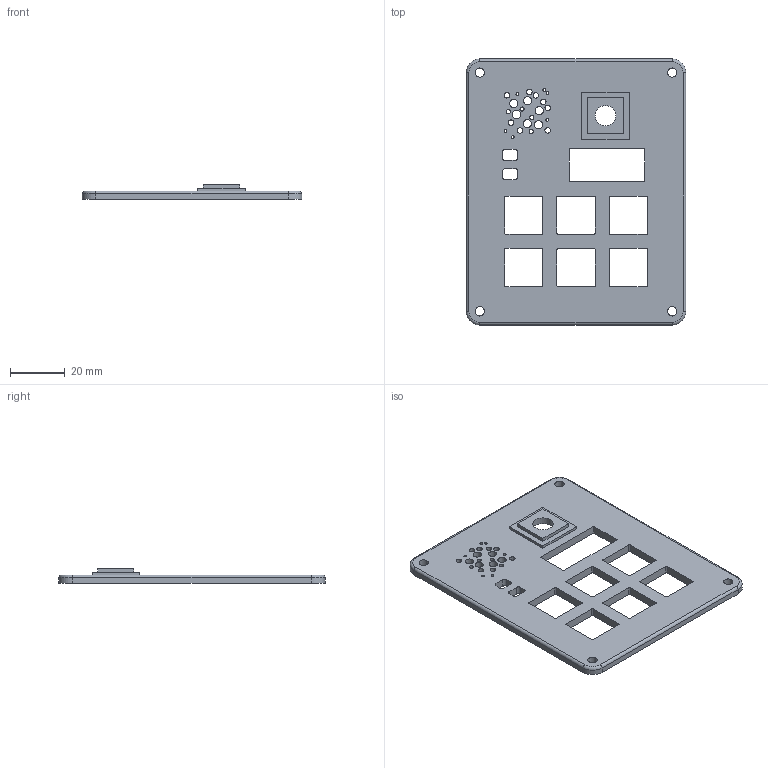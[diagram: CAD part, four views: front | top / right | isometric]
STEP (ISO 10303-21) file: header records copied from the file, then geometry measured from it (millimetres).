
FILE_DESCRIPTION(/* description */ (''),/* implementation_level */ '2;1');
FILE_NAME(/* name */ 'Top.step',/* time_stamp */ '2026-02-05T15:34:09+01:00',/* author */ (''),/* organization */ (''),/* preprocessor_version */ 'ST-DEVELOPER v20.1',/* originating_system */ 'Autodesk Translation Framework v14.24.0.0',/* authorisation */ '');
FILE_SCHEMA (('AUTOMOTIVE_DESIGN { 1 0 10303 214 3 1 1 }'));
Length unit declared in the file: millimetre
Products named in the file (1): 2026-02-01-14-28-44-356
Bounding box: 80 x 97 x 5.3 mm (x, y, z)
Volume: 18418.9 mm3; surface area: 15929.2 mm2
Topology: 3 solids, 3 shells, 140 faces, 391 edges, 258 vertices
Faces by surface type: cylinder 69, plane 67, torus 4
Full cylindrical faces by diameter (mm): 1 x6, 1.5 x4, 2 x8, 3 x6, 3.4 x4, 7.4 x1
Entity records: 4724 total; most frequent: DIRECTION 815, CARTESIAN_POINT 790, ORIENTED_EDGE 782, EDGE_CURVE 391, AXIS2_PLACEMENT_3D 283, VERTEX_POINT 258, LINE 249, VECTOR 249
